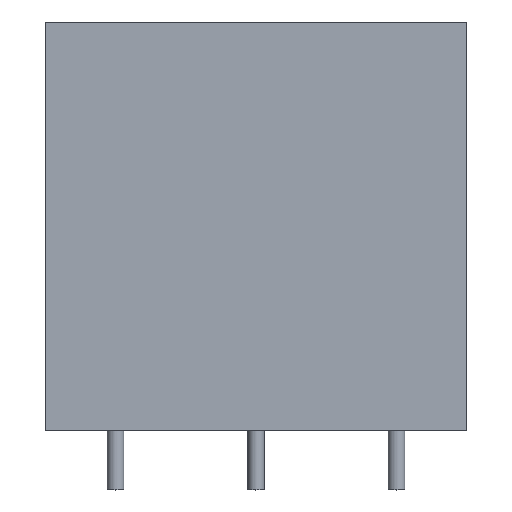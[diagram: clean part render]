
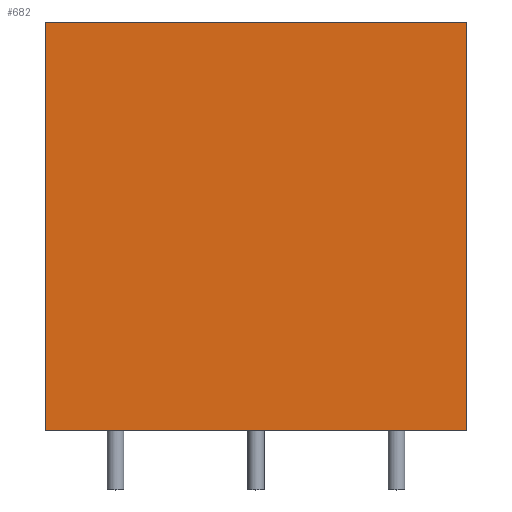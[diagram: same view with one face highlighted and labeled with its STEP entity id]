
A CAD part, top view. The second image highlights one B-rep face of the part: STEP entity #682.
In plain terms, the highlighted planar face has unit normal (0, 0, 1).
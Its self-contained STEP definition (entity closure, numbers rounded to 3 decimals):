
#93=FACE_OUTER_BOUND('',#139,.T.);
#139=EDGE_LOOP('',(#580,#581,#582,#583));
#215=LINE('',#1131,#284);
#216=LINE('',#1134,#285);
#217=LINE('',#1136,#286);
#218=LINE('',#1137,#287);
#284=VECTOR('',#940,10.);
#285=VECTOR('',#943,10.);
#286=VECTOR('',#944,10.);
#287=VECTOR('',#945,10.);
#344=VERTEX_POINT('',#1127);
#345=VERTEX_POINT('',#1129);
#346=VERTEX_POINT('',#1133);
#347=VERTEX_POINT('',#1135);
#429=EDGE_CURVE('',#344,#345,#215,.T.);
#430=EDGE_CURVE('',#346,#344,#216,.T.);
#431=EDGE_CURVE('',#347,#345,#217,.T.);
#432=EDGE_CURVE('',#346,#347,#218,.T.);
#580=ORIENTED_EDGE('',*,*,#430,.T.);
#581=ORIENTED_EDGE('',*,*,#429,.T.);
#582=ORIENTED_EDGE('',*,*,#431,.F.);
#583=ORIENTED_EDGE('',*,*,#432,.F.);
#639=PLANE('',#757);
#682=ADVANCED_FACE('',(#93),#639,.T.);
#757=AXIS2_PLACEMENT_3D('',#1132,#941,#942);
#940=DIRECTION('',(0.,1.,0.));
#941=DIRECTION('center_axis',(0.,0.,1.));
#942=DIRECTION('ref_axis',(1.,0.,0.));
#943=DIRECTION('',(1.,0.,0.));
#944=DIRECTION('',(1.,0.,0.));
#945=DIRECTION('',(0.,1.,0.));
#1127=CARTESIAN_POINT('',(15.24,0.,7.25));
#1129=CARTESIAN_POINT('',(15.24,29.5,7.25));
#1131=CARTESIAN_POINT('',(15.24,0.,7.25));
#1132=CARTESIAN_POINT('Origin',(-15.24,0.,7.25));
#1133=CARTESIAN_POINT('',(-15.24,0.,7.25));
#1134=CARTESIAN_POINT('',(-15.24,0.,7.25));
#1135=CARTESIAN_POINT('',(-15.24,29.5,7.25));
#1136=CARTESIAN_POINT('',(-15.24,29.5,7.25));
#1137=CARTESIAN_POINT('',(-15.24,0.,7.25));
